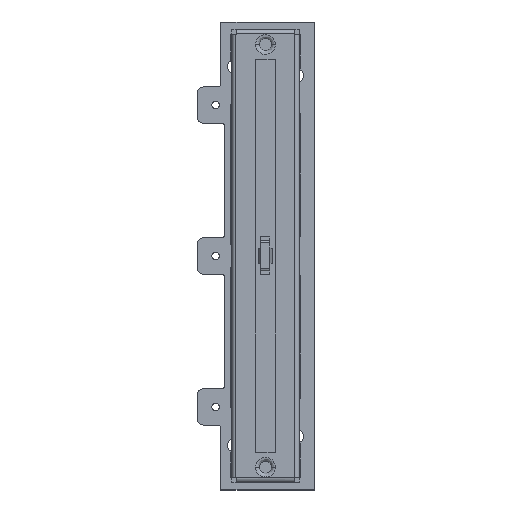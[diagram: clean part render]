
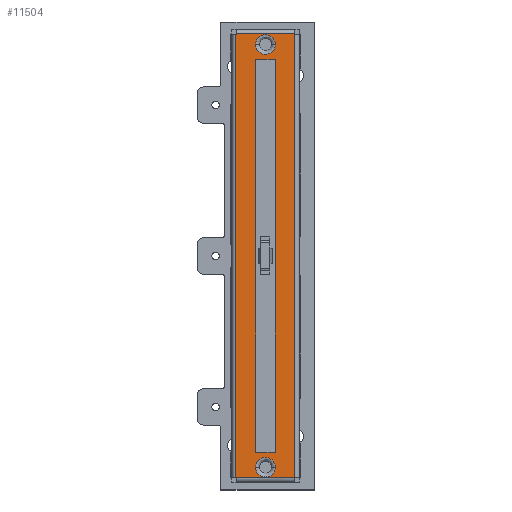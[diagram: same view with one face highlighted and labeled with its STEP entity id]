
A CAD part, top view. The second image highlights one B-rep face of the part: STEP entity #11504.
In plain terms, the highlighted face is planar.
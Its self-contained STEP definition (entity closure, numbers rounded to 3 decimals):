
#10388 = VERTEX_POINT('',#10389);
#10389 = CARTESIAN_POINT('',(-29.375,1.2,-3.9));
#10396 = EDGE_CURVE('',#10388,#10397,#10399,.T.);
#10397 = VERTEX_POINT('',#10398);
#10398 = CARTESIAN_POINT('',(-29.375,1.2,
    -3.875));
#10399 = LINE('',#10400,#10401);
#10400 = CARTESIAN_POINT('',(-29.375,1.2,0.));
#10401 = VECTOR('',#10402,1.);
#10402 = DIRECTION('',(0.,0.,1.));
#10447 = EDGE_CURVE('',#10388,#10448,#10450,.T.);
#10448 = VERTEX_POINT('',#10449);
#10449 = CARTESIAN_POINT('',(29.375,1.2,
    -3.9));
#10450 = LINE('',#10451,#10452);
#10451 = CARTESIAN_POINT('',(-36.875,1.2,-3.9));
#10452 = VECTOR('',#10453,1.);
#10453 = DIRECTION('',(1.,0.,0.));
#10507 = VERTEX_POINT('',#10508);
#10508 = CARTESIAN_POINT('',(29.375,1.2,-3.875));
#10514 = EDGE_CURVE('',#10507,#10448,#10515,.T.);
#10515 = LINE('',#10516,#10517);
#10516 = CARTESIAN_POINT('',(29.375,1.2,-3.888));
#10517 = VECTOR('',#10518,1.);
#10518 = DIRECTION('',(0.,0.,-1.));
#10945 = VERTEX_POINT('',#10946);
#10946 = CARTESIAN_POINT('',(-29.375,1.2,
    3.875));
#10952 = EDGE_CURVE('',#10953,#10945,#10955,.T.);
#10953 = VERTEX_POINT('',#10954);
#10954 = CARTESIAN_POINT('',(-29.375,1.2,3.9));
#10955 = LINE('',#10956,#10957);
#10956 = CARTESIAN_POINT('',(-29.375,1.2,4.25));
#10957 = VECTOR('',#10958,1.);
#10958 = DIRECTION('',(0.,0.,-1.));
#10990 = EDGE_CURVE('',#10991,#10953,#10993,.T.);
#10991 = VERTEX_POINT('',#10992);
#10992 = CARTESIAN_POINT('',(29.375,1.2,3.9));
#10993 = LINE('',#10994,#10995);
#10994 = CARTESIAN_POINT('',(36.875,1.2,3.9));
#10995 = VECTOR('',#10996,1.);
#10996 = DIRECTION('',(-1.,0.,0.));
#11052 = EDGE_CURVE('',#10991,#11053,#11055,.T.);
#11053 = VERTEX_POINT('',#11054);
#11054 = CARTESIAN_POINT('',(29.375,1.2,3.875));
#11055 = LINE('',#11056,#11057);
#11056 = CARTESIAN_POINT('',(29.375,1.2,4.2));
#11057 = VECTOR('',#11058,1.);
#11058 = DIRECTION('',(0.,0.,-1.));
#11094 = EDGE_CURVE('',#11095,#10397,#11097,.T.);
#11095 = VERTEX_POINT('',#11096);
#11096 = CARTESIAN_POINT('',(-29.4,1.2,
    -3.875));
#11097 = LINE('',#11098,#11099);
#11098 = CARTESIAN_POINT('',(-29.388,1.2,-3.875));
#11099 = VECTOR('',#11100,1.);
#11100 = DIRECTION('',(1.,0.,0.));
#11132 = EDGE_CURVE('',#11133,#11095,#11135,.T.);
#11133 = VERTEX_POINT('',#11134);
#11134 = CARTESIAN_POINT('',(-29.4,1.2,
    3.875));
#11135 = LINE('',#11136,#11137);
#11136 = CARTESIAN_POINT('',(-29.4,1.2,3.875));
#11137 = VECTOR('',#11138,1.);
#11138 = DIRECTION('',(0.,0.,-1.));
#11192 = EDGE_CURVE('',#11133,#10945,#11193,.T.);
#11193 = LINE('',#11194,#11195);
#11194 = CARTESIAN_POINT('',(-29.75,1.2,3.875));
#11195 = VECTOR('',#11196,1.);
#11196 = DIRECTION('',(1.,0.,0.));
#11504 = ADVANCED_FACE('',(#11505,#11539,#11565,#11591),#11624,.F.);
#11505 = FACE_BOUND('',#11506,.T.);
#11506 = EDGE_LOOP('',(#11507,#11517,#11525,#11533));
#11507 = ORIENTED_EDGE('',*,*,#11508,.F.);
#11508 = EDGE_CURVE('',#11509,#11511,#11513,.T.);
#11509 = VERTEX_POINT('',#11510);
#11510 = CARTESIAN_POINT('',(26.,1.2,-1.3));
#11511 = VERTEX_POINT('',#11512);
#11512 = CARTESIAN_POINT('',(26.,1.2,1.3));
#11513 = LINE('',#11514,#11515);
#11514 = CARTESIAN_POINT('',(26.,1.2,0.));
#11515 = VECTOR('',#11516,1.);
#11516 = DIRECTION('',(0.,0.,1.));
#11517 = ORIENTED_EDGE('',*,*,#11518,.F.);
#11518 = EDGE_CURVE('',#11519,#11509,#11521,.T.);
#11519 = VERTEX_POINT('',#11520);
#11520 = CARTESIAN_POINT('',(-26.,1.2,-1.3));
#11521 = LINE('',#11522,#11523);
#11522 = CARTESIAN_POINT('',(0.,1.2,-1.3));
#11523 = VECTOR('',#11524,1.);
#11524 = DIRECTION('',(1.,0.,0.));
#11525 = ORIENTED_EDGE('',*,*,#11526,.F.);
#11526 = EDGE_CURVE('',#11527,#11519,#11529,.T.);
#11527 = VERTEX_POINT('',#11528);
#11528 = CARTESIAN_POINT('',(-26.,1.2,1.3));
#11529 = LINE('',#11530,#11531);
#11530 = CARTESIAN_POINT('',(-26.,1.2,0.));
#11531 = VECTOR('',#11532,1.);
#11532 = DIRECTION('',(0.,0.,-1.));
#11533 = ORIENTED_EDGE('',*,*,#11534,.F.);
#11534 = EDGE_CURVE('',#11511,#11527,#11535,.T.);
#11535 = LINE('',#11536,#11537);
#11536 = CARTESIAN_POINT('',(0.,1.2,1.3));
#11537 = VECTOR('',#11538,1.);
#11538 = DIRECTION('',(-1.,0.,0.));
#11539 = FACE_BOUND('',#11540,.T.);
#11540 = EDGE_LOOP('',(#11541,#11555));
#11541 = ORIENTED_EDGE('',*,*,#11542,.F.);
#11542 = EDGE_CURVE('',#11543,#11545,#11547,.T.);
#11543 = VERTEX_POINT('',#11544);
#11544 = CARTESIAN_POINT('',(-28.,1.2,
    1.3));
#11545 = VERTEX_POINT('',#11546);
#11546 = CARTESIAN_POINT('',(-28.,1.2,
    -1.3));
#11547 = ( BOUNDED_CURVE() B_SPLINE_CURVE(3,(#11548,#11549,#11550,#11551
    ,#11552,#11553,#11554),.UNSPECIFIED.,.F.,.F.) 
B_SPLINE_CURVE_WITH_KNOTS((4,3,4),(0.,0.5,1.),
.PIECEWISE_BEZIER_KNOTS.) CURVE() GEOMETRIC_REPRESENTATION_ITEM() 
RATIONAL_B_SPLINE_CURVE((1.,0.805,0.805,1.,
0.805,0.805,1.)) REPRESENTATION_ITEM('') );
#11548 = CARTESIAN_POINT('',(-28.,1.2,
    1.3));
#11549 = CARTESIAN_POINT('',(-28.762,1.2,
    1.3));
#11550 = CARTESIAN_POINT('',(-29.3,1.2,
    0.762));
#11551 = CARTESIAN_POINT('',(-29.3,1.2,
    0.));
#11552 = CARTESIAN_POINT('',(-29.3,1.2,
    -0.762));
#11553 = CARTESIAN_POINT('',(-28.762,1.2,
    -1.3));
#11554 = CARTESIAN_POINT('',(-28.,1.2,
    -1.3));
#11555 = ORIENTED_EDGE('',*,*,#11556,.F.);
#11556 = EDGE_CURVE('',#11545,#11543,#11557,.T.);
#11557 = ( BOUNDED_CURVE() B_SPLINE_CURVE(3,(#11558,#11559,#11560,#11561
    ,#11562,#11563,#11564),.UNSPECIFIED.,.F.,.F.) 
B_SPLINE_CURVE_WITH_KNOTS((4,3,4),(0.,0.5,1.),
.PIECEWISE_BEZIER_KNOTS.) CURVE() GEOMETRIC_REPRESENTATION_ITEM() 
RATIONAL_B_SPLINE_CURVE((1.,0.805,0.805,1.,
0.805,0.805,1.)) REPRESENTATION_ITEM('') );
#11558 = CARTESIAN_POINT('',(-28.,1.2,
    -1.3));
#11559 = CARTESIAN_POINT('',(-27.238,1.2,
    -1.3));
#11560 = CARTESIAN_POINT('',(-26.7,1.2,
    -0.762));
#11561 = CARTESIAN_POINT('',(-26.7,1.2,
    0.));
#11562 = CARTESIAN_POINT('',(-26.7,1.2,
    0.762));
#11563 = CARTESIAN_POINT('',(-27.238,1.2,
    1.3));
#11564 = CARTESIAN_POINT('',(-28.,1.2,
    1.3));
#11565 = FACE_BOUND('',#11566,.T.);
#11566 = EDGE_LOOP('',(#11567,#11581));
#11567 = ORIENTED_EDGE('',*,*,#11568,.F.);
#11568 = EDGE_CURVE('',#11569,#11571,#11573,.T.);
#11569 = VERTEX_POINT('',#11570);
#11570 = CARTESIAN_POINT('',(28.,1.2,
    1.3));
#11571 = VERTEX_POINT('',#11572);
#11572 = CARTESIAN_POINT('',(28.,1.2,
    -1.3));
#11573 = ( BOUNDED_CURVE() B_SPLINE_CURVE(3,(#11574,#11575,#11576,#11577
    ,#11578,#11579,#11580),.UNSPECIFIED.,.F.,.F.) 
B_SPLINE_CURVE_WITH_KNOTS((4,3,4),(0.,0.5,1.),
.PIECEWISE_BEZIER_KNOTS.) CURVE() GEOMETRIC_REPRESENTATION_ITEM() 
RATIONAL_B_SPLINE_CURVE((1.,0.805,0.805,1.,
0.805,0.805,1.)) REPRESENTATION_ITEM('') );
#11574 = CARTESIAN_POINT('',(28.,1.2,
    1.3));
#11575 = CARTESIAN_POINT('',(27.238,1.2,
    1.3));
#11576 = CARTESIAN_POINT('',(26.7,1.2,
    0.762));
#11577 = CARTESIAN_POINT('',(26.7,1.2,
    0.));
#11578 = CARTESIAN_POINT('',(26.7,1.2,
    -0.762));
#11579 = CARTESIAN_POINT('',(27.238,1.2,
    -1.3));
#11580 = CARTESIAN_POINT('',(28.,1.2,
    -1.3));
#11581 = ORIENTED_EDGE('',*,*,#11582,.F.);
#11582 = EDGE_CURVE('',#11571,#11569,#11583,.T.);
#11583 = ( BOUNDED_CURVE() B_SPLINE_CURVE(3,(#11584,#11585,#11586,#11587
    ,#11588,#11589,#11590),.UNSPECIFIED.,.F.,.F.) 
B_SPLINE_CURVE_WITH_KNOTS((4,3,4),(0.,0.5,1.),
.PIECEWISE_BEZIER_KNOTS.) CURVE() GEOMETRIC_REPRESENTATION_ITEM() 
RATIONAL_B_SPLINE_CURVE((1.,0.805,0.805,1.,
0.805,0.805,1.)) REPRESENTATION_ITEM('') );
#11584 = CARTESIAN_POINT('',(28.,1.2,
    -1.3));
#11585 = CARTESIAN_POINT('',(28.762,1.2,
    -1.3));
#11586 = CARTESIAN_POINT('',(29.3,1.2,
    -0.762));
#11587 = CARTESIAN_POINT('',(29.3,1.2,
    0.));
#11588 = CARTESIAN_POINT('',(29.3,1.2,
    0.762));
#11589 = CARTESIAN_POINT('',(28.762,1.2,
    1.3));
#11590 = CARTESIAN_POINT('',(28.,1.2,
    1.3));
#11591 = FACE_BOUND('',#11592,.T.);
#11592 = EDGE_LOOP('',(#11593,#11594,#11602,#11610,#11616,#11617,#11618,
    #11619,#11620,#11621,#11622,#11623));
#11593 = ORIENTED_EDGE('',*,*,#10514,.F.);
#11594 = ORIENTED_EDGE('',*,*,#11595,.F.);
#11595 = EDGE_CURVE('',#11596,#10507,#11598,.T.);
#11596 = VERTEX_POINT('',#11597);
#11597 = CARTESIAN_POINT('',(29.4,1.2,
    -3.875));
#11598 = LINE('',#11599,#11600);
#11599 = CARTESIAN_POINT('',(0.,1.2,-3.875));
#11600 = VECTOR('',#11601,1.);
#11601 = DIRECTION('',(-1.,0.,0.));
#11602 = ORIENTED_EDGE('',*,*,#11603,.F.);
#11603 = EDGE_CURVE('',#11604,#11596,#11606,.T.);
#11604 = VERTEX_POINT('',#11605);
#11605 = CARTESIAN_POINT('',(29.4,1.2,
    3.875));
#11606 = LINE('',#11607,#11608);
#11607 = CARTESIAN_POINT('',(29.4,1.2,0.));
#11608 = VECTOR('',#11609,1.);
#11609 = DIRECTION('',(0.,0.,-1.));
#11610 = ORIENTED_EDGE('',*,*,#11611,.F.);
#11611 = EDGE_CURVE('',#11053,#11604,#11612,.T.);
#11612 = LINE('',#11613,#11614);
#11613 = CARTESIAN_POINT('',(0.,1.2,3.875));
#11614 = VECTOR('',#11615,1.);
#11615 = DIRECTION('',(1.,0.,0.));
#11616 = ORIENTED_EDGE('',*,*,#11052,.F.);
#11617 = ORIENTED_EDGE('',*,*,#10990,.T.);
#11618 = ORIENTED_EDGE('',*,*,#10952,.T.);
#11619 = ORIENTED_EDGE('',*,*,#11192,.F.);
#11620 = ORIENTED_EDGE('',*,*,#11132,.T.);
#11621 = ORIENTED_EDGE('',*,*,#11094,.T.);
#11622 = ORIENTED_EDGE('',*,*,#10396,.F.);
#11623 = ORIENTED_EDGE('',*,*,#10447,.T.);
#11624 = PLANE('',#11625);
#11625 = AXIS2_PLACEMENT_3D('',#11626,#11627,#11628);
#11626 = CARTESIAN_POINT('',(0.,1.2,0.));
#11627 = DIRECTION('',(0.,1.,0.));
#11628 = DIRECTION('',(0.,0.,1.));
